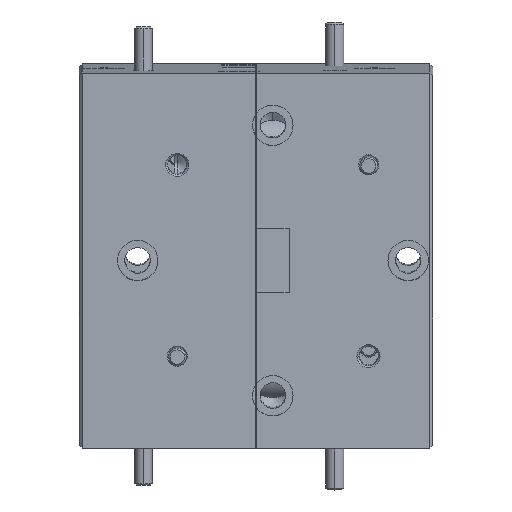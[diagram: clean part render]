
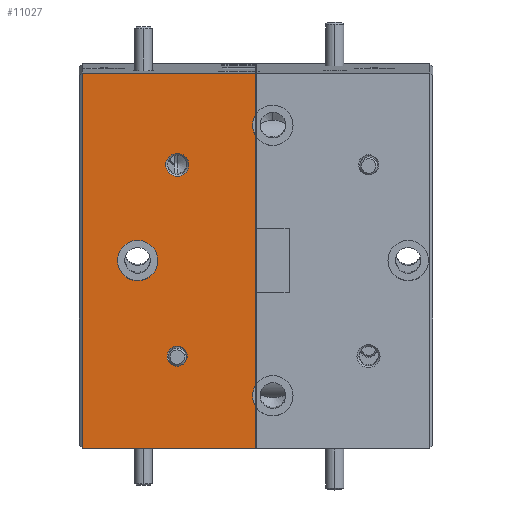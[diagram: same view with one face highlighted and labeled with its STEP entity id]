
A CAD part, left-side view. The second image highlights one B-rep face of the part: STEP entity #11027.
In plain terms, the highlighted planar face has unit normal (-1, 0, -0.024).
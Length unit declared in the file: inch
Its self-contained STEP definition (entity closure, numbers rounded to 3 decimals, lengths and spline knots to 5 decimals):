
#36 = VERTEX_POINT ( 'NONE', #6526 ) ;
#489 = ORIENTED_EDGE ( 'NONE', *, *, #7599, .F. ) ;
#501 = DIRECTION ( 'NONE',  ( -0.024, 0., 1. ) ) ;
#503 = AXIS2_PLACEMENT_3D ( 'NONE', #11201, #9361, #13701 ) ;
#610 = CARTESIAN_POINT ( 'NONE',  ( -1.44566, 0.65885, 1.64395 ) ) ;
#678 = DIRECTION ( 'NONE',  ( -0.024, 0., 1. ) ) ;
#709 = PLANE ( 'NONE',  #11447 ) ;
#832 = ORIENTED_EDGE ( 'NONE', *, *, #10675, .T. ) ;
#856 = FACE_BOUND ( 'NONE', #13009, .T. ) ;
#950 = CARTESIAN_POINT ( 'NONE',  ( -1.42718, 0.38839, 0.8783 ) ) ;
#1044 = VECTOR ( 'NONE', #2412, 39.37008 ) ;
#1058 = DIRECTION ( 'NONE',  ( -0.024, 0., 1. ) ) ;
#1485 = LINE ( 'NONE', #7988, #1841 ) ;
#1504 = DIRECTION ( 'NONE',  ( -1., 0., -0.024 ) ) ;
#1601 = EDGE_CURVE ( 'NONE', #12483, #9712, #6670, .T. ) ;
#1629 = CARTESIAN_POINT ( 'NONE',  ( -1.45335, 0.98839, 1.9624 ) ) ;
#1841 = VECTOR ( 'NONE', #13539, 39.37008 ) ;
#1921 = FACE_BOUND ( 'NONE', #8932, .T. ) ;
#2022 = DIRECTION ( 'NONE',  ( -1., 0., -0.024 ) ) ;
#2133 = CIRCLE ( 'NONE', #11240, 0.035 ) ;
#2275 = EDGE_CURVE ( 'NONE', #5449, #11697, #11164, .T. ) ;
#2282 = CIRCLE ( 'NONE', #10937, 0.07 ) ;
#2296 = CIRCLE ( 'NONE', #3897, 0.07 ) ;
#2412 = DIRECTION ( 'NONE',  ( 0., -1., 0. ) ) ;
#2587 = AXIS2_PLACEMENT_3D ( 'NONE', #13420, #6078, #11349 ) ;
#2607 = CIRCLE ( 'NONE', #4654, 0.04 ) ;
#2608 = EDGE_CURVE ( 'NONE', #7837, #11697, #3690, .T. ) ;
#2644 = VECTOR ( 'NONE', #8739, 39.37008 ) ;
#2783 = VERTEX_POINT ( 'NONE', #11593 ) ;
#2930 = DIRECTION ( 'NONE',  ( 1., 0., 0.024 ) ) ;
#3245 = DIRECTION ( 'NONE',  ( -0.024, 0., 1. ) ) ;
#3364 = CARTESIAN_POINT ( 'NONE',  ( -1.45335, 0.38839, 1.9624 ) ) ;
#3401 = DIRECTION ( 'NONE',  ( -0.024, 0., 1. ) ) ;
#3519 = CARTESIAN_POINT ( 'NONE',  ( -1.42198, 0.98839, 0.66278 ) ) ;
#3690 = LINE ( 'NONE', #10393, #7879 ) ;
#3702 = EDGE_CURVE ( 'NONE', #10103, #12442, #2607, .T. ) ;
#3767 = DIRECTION ( 'NONE',  ( -1., 0., -0.024 ) ) ;
#3785 = CARTESIAN_POINT ( 'NONE',  ( -1.44663, 0.65885, 1.68394 ) ) ;
#3897 = AXIS2_PLACEMENT_3D ( 'NONE', #8826, #6547, #3401 ) ;
#4423 = CIRCLE ( 'NONE', #2587, 0.07 ) ;
#4566 = AXIS2_PLACEMENT_3D ( 'NONE', #7629, #9769, #1058 ) ;
#4603 = EDGE_CURVE ( 'NONE', #5131, #10417, #4423, .T. ) ;
#4623 = EDGE_CURVE ( 'NONE', #8825, #36, #2133, .T. ) ;
#4654 = AXIS2_PLACEMENT_3D ( 'NONE', #610, #9184, #678 ) ;
#4843 = ORIENTED_EDGE ( 'NONE', *, *, #11219, .T. ) ;
#4854 = VECTOR ( 'NONE', #7719, 39.37008 ) ;
#4856 = ORIENTED_EDGE ( 'NONE', *, *, #10114, .T. ) ;
#4894 = VERTEX_POINT ( 'NONE', #10924 ) ;
#5131 = VERTEX_POINT ( 'NONE', #10479 ) ;
#5191 = VERTEX_POINT ( 'NONE', #6566 ) ;
#5305 = DIRECTION ( 'NONE',  ( -0.024, 0., 1. ) ) ;
#5335 = ORIENTED_EDGE ( 'NONE', *, *, #4603, .F. ) ;
#5449 = VERTEX_POINT ( 'NONE', #950 ) ;
#6078 = DIRECTION ( 'NONE',  ( -1., 0., -0.024 ) ) ;
#6526 = CARTESIAN_POINT ( 'NONE',  ( -1.43051, 0.65885, 1.01622 ) ) ;
#6547 = DIRECTION ( 'NONE',  ( -1., 0., -0.024 ) ) ;
#6566 = CARTESIAN_POINT ( 'NONE',  ( -1.45335, 0.38839, 1.9624 ) ) ;
#6670 = LINE ( 'NONE', #3519, #2644 ) ;
#6859 = CIRCLE ( 'NONE', #9588, 0.04 ) ;
#6936 = CARTESIAN_POINT ( 'NONE',  ( -1.42966, 0.65885, 0.98123 ) ) ;
#6980 = ORIENTED_EDGE ( 'NONE', *, *, #2608, .T. ) ;
#7215 = ORIENTED_EDGE ( 'NONE', *, *, #10997, .F. ) ;
#7270 = ORIENTED_EDGE ( 'NONE', *, *, #13573, .F. ) ;
#7310 = LINE ( 'NONE', #7377, #13715 ) ;
#7377 = CARTESIAN_POINT ( 'NONE',  ( -1.45335, 0.38839, 1.9624 ) ) ;
#7599 = EDGE_CURVE ( 'NONE', #12483, #5191, #7905, .T. ) ;
#7629 = CARTESIAN_POINT ( 'NONE',  ( -1.42635, 0.32739, 0.84398 ) ) ;
#7719 = DIRECTION ( 'NONE',  ( -0.024, 0., 1. ) ) ;
#7811 = ORIENTED_EDGE ( 'NONE', *, *, #12918, .F. ) ;
#7837 = VERTEX_POINT ( 'NONE', #9535 ) ;
#7879 = VECTOR ( 'NONE', #13523, 39.37008 ) ;
#7905 = LINE ( 'NONE', #12255, #1044 ) ;
#7988 = CARTESIAN_POINT ( 'NONE',  ( -1.42198, 0.99839, 0.66278 ) ) ;
#8711 = ORIENTED_EDGE ( 'NONE', *, *, #1601, .T. ) ;
#8739 = DIRECTION ( 'NONE',  ( 0.024, 0., -1. ) ) ;
#8825 = VERTEX_POINT ( 'NONE', #9046 ) ;
#8826 = CARTESIAN_POINT ( 'NONE',  ( -1.44897, 0.32739, 1.7812 ) ) ;
#8932 = EDGE_LOOP ( 'NONE', ( #5335, #7270 ) ) ;
#9046 = CARTESIAN_POINT ( 'NONE',  ( -1.42882, 0.65885, 0.94624 ) ) ;
#9184 = DIRECTION ( 'NONE',  ( -1., 0., -0.024 ) ) ;
#9361 = DIRECTION ( 'NONE',  ( -1., 0., -0.024 ) ) ;
#9535 = CARTESIAN_POINT ( 'NONE',  ( -1.42198, 0.38839, 0.66278 ) ) ;
#9572 = DIRECTION ( 'NONE',  ( 0.024, 0., -1. ) ) ;
#9588 = AXIS2_PLACEMENT_3D ( 'NONE', #13531, #3767, #12538 ) ;
#9712 = VERTEX_POINT ( 'NONE', #13637 ) ;
#9769 = DIRECTION ( 'NONE',  ( -1., 0., -0.024 ) ) ;
#9861 = LINE ( 'NONE', #3364, #4854 ) ;
#9956 = CARTESIAN_POINT ( 'NONE',  ( -1.43766, 0.79614, 1.31259 ) ) ;
#10103 = VERTEX_POINT ( 'NONE', #11183 ) ;
#10114 = EDGE_CURVE ( 'NONE', #9712, #7837, #1485, .T. ) ;
#10393 = CARTESIAN_POINT ( 'NONE',  ( -1.45335, 0.38839, 1.9624 ) ) ;
#10417 = VERTEX_POINT ( 'NONE', #12310 ) ;
#10479 = CARTESIAN_POINT ( 'NONE',  ( -1.43935, 0.79614, 1.38257 ) ) ;
#10555 = EDGE_LOOP ( 'NONE', ( #7811, #12697 ) ) ;
#10675 = EDGE_CURVE ( 'NONE', #5449, #4894, #7310, .T. ) ;
#10924 = CARTESIAN_POINT ( 'NONE',  ( -1.44815, 0.38839, 1.74688 ) ) ;
#10937 = AXIS2_PLACEMENT_3D ( 'NONE', #9956, #2022, #3245 ) ;
#10997 = EDGE_CURVE ( 'NONE', #36, #8825, #12823, .T. ) ;
#11027 = ADVANCED_FACE ( 'NONE', ( #12702, #856, #1921, #12926 ), #709, .F. ) ;
#11164 = CIRCLE ( 'NONE', #4566, 0.07 ) ;
#11183 = CARTESIAN_POINT ( 'NONE',  ( -1.4447, 0.65885, 1.60396 ) ) ;
#11201 = CARTESIAN_POINT ( 'NONE',  ( -1.42966, 0.65885, 0.98123 ) ) ;
#11219 = EDGE_CURVE ( 'NONE', #2783, #5191, #9861, .T. ) ;
#11240 = AXIS2_PLACEMENT_3D ( 'NONE', #6936, #1504, #501 ) ;
#11349 = DIRECTION ( 'NONE',  ( -0.024, 0., 1. ) ) ;
#11447 = AXIS2_PLACEMENT_3D ( 'NONE', #13764, #2930, #9572 ) ;
#11593 = CARTESIAN_POINT ( 'NONE',  ( -1.4498, 0.38839, 1.81553 ) ) ;
#11656 = ORIENTED_EDGE ( 'NONE', *, *, #13132, .F. ) ;
#11697 = VERTEX_POINT ( 'NONE', #13527 ) ;
#11774 = ORIENTED_EDGE ( 'NONE', *, *, #2275, .F. ) ;
#11945 = ORIENTED_EDGE ( 'NONE', *, *, #4623, .F. ) ;
#12255 = CARTESIAN_POINT ( 'NONE',  ( -1.45335, 0.99839, 1.9624 ) ) ;
#12310 = CARTESIAN_POINT ( 'NONE',  ( -1.43597, 0.79614, 1.24261 ) ) ;
#12442 = VERTEX_POINT ( 'NONE', #3785 ) ;
#12483 = VERTEX_POINT ( 'NONE', #1629 ) ;
#12538 = DIRECTION ( 'NONE',  ( -0.024, 0., 1. ) ) ;
#12697 = ORIENTED_EDGE ( 'NONE', *, *, #3702, .F. ) ;
#12702 = FACE_BOUND ( 'NONE', #10555, .T. ) ;
#12823 = CIRCLE ( 'NONE', #503, 0.035 ) ;
#12918 = EDGE_CURVE ( 'NONE', #12442, #10103, #6859, .T. ) ;
#12926 = FACE_OUTER_BOUND ( 'NONE', #13983, .T. ) ;
#13009 = EDGE_LOOP ( 'NONE', ( #7215, #11945 ) ) ;
#13132 = EDGE_CURVE ( 'NONE', #2783, #4894, #2296, .T. ) ;
#13420 = CARTESIAN_POINT ( 'NONE',  ( -1.43766, 0.79614, 1.31259 ) ) ;
#13523 = DIRECTION ( 'NONE',  ( -0.024, 0., 1. ) ) ;
#13527 = CARTESIAN_POINT ( 'NONE',  ( -1.42552, 0.38839, 0.80965 ) ) ;
#13531 = CARTESIAN_POINT ( 'NONE',  ( -1.44566, 0.65885, 1.64395 ) ) ;
#13539 = DIRECTION ( 'NONE',  ( 0., -1., 0. ) ) ;
#13573 = EDGE_CURVE ( 'NONE', #10417, #5131, #2282, .T. ) ;
#13637 = CARTESIAN_POINT ( 'NONE',  ( -1.42198, 0.98839, 0.66278 ) ) ;
#13701 = DIRECTION ( 'NONE',  ( -0.024, 0., 1. ) ) ;
#13715 = VECTOR ( 'NONE', #5305, 39.37008 ) ;
#13764 = CARTESIAN_POINT ( 'NONE',  ( -1.45335, 0.99839, 1.9624 ) ) ;
#13983 = EDGE_LOOP ( 'NONE', ( #832, #11656, #4843, #489, #8711, #4856, #6980, #11774 ) ) ;
